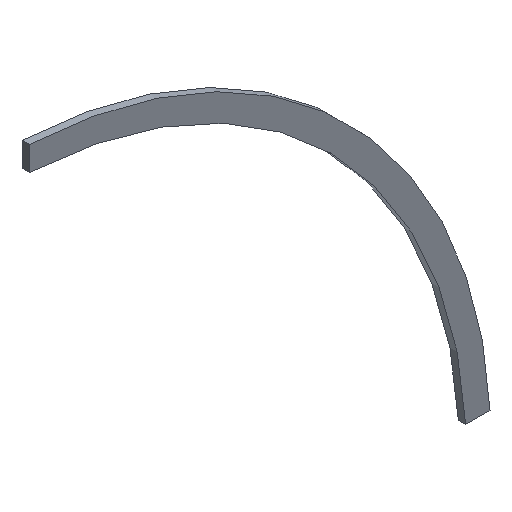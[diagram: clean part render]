
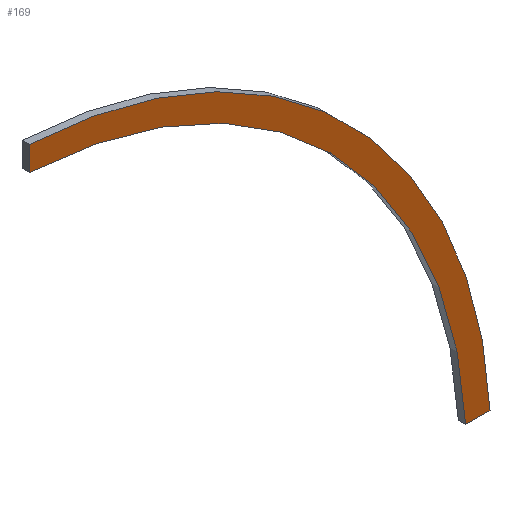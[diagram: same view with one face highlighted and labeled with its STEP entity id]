
A CAD part, isometric view. The second image highlights one B-rep face of the part: STEP entity #169.
In plain terms, the highlighted planar face has unit normal (0, -1, 0).
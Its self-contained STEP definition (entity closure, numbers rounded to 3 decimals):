
#21 = DIRECTION ( 'NONE',  ( 0., 1., 0. ) ) ;
#29 = CARTESIAN_POINT ( 'NONE',  ( 0., -1.5, 0. ) ) ;
#36 = EDGE_CURVE ( 'NONE', #99, #69, #45, .T. ) ;
#41 = EDGE_LOOP ( 'NONE', ( #153, #77, #168, #106 ) ) ;
#45 = CIRCLE ( 'NONE', #89, 190. ) ;
#50 = EDGE_CURVE ( 'NONE', #124, #142, #56, .T. ) ;
#56 = CIRCLE ( 'NONE', #172, 200. ) ;
#57 = CARTESIAN_POINT ( 'NONE',  ( 10., -1.5, -200. ) ) ;
#59 = LINE ( 'NONE', #91, #195 ) ;
#64 = AXIS2_PLACEMENT_3D ( 'NONE', #29, #96, #155 ) ;
#67 = FACE_OUTER_BOUND ( 'NONE', #41, .T. ) ;
#69 = VERTEX_POINT ( 'NONE', #126 ) ;
#75 = CARTESIAN_POINT ( 'NONE',  ( 0., -1.5, 0. ) ) ;
#77 = ORIENTED_EDGE ( 'NONE', *, *, #50, .F. ) ;
#87 = CARTESIAN_POINT ( 'NONE',  ( 10., -1.5, 199.75 ) ) ;
#89 = AXIS2_PLACEMENT_3D ( 'NONE', #165, #181, #151 ) ;
#90 = DIRECTION ( 'NONE',  ( 0., 0., 1. ) ) ;
#91 = CARTESIAN_POINT ( 'NONE',  ( 200., -1.5, 10. ) ) ;
#96 = DIRECTION ( 'NONE',  ( 0., 1., 0. ) ) ;
#99 = VERTEX_POINT ( 'NONE', #197 ) ;
#103 = EDGE_CURVE ( 'NONE', #142, #69, #59, .T. ) ;
#106 = ORIENTED_EDGE ( 'NONE', *, *, #36, .T. ) ;
#108 = LINE ( 'NONE', #57, #157 ) ;
#123 = EDGE_CURVE ( 'NONE', #99, #124, #108, .T. ) ;
#124 = VERTEX_POINT ( 'NONE', #87 ) ;
#126 = CARTESIAN_POINT ( 'NONE',  ( 189.737, -1.5, 10. ) ) ;
#142 = VERTEX_POINT ( 'NONE', #175 ) ;
#151 = DIRECTION ( 'NONE',  ( 0., 0., 1. ) ) ;
#152 = DIRECTION ( 'NONE',  ( -1., 0., 0. ) ) ;
#153 = ORIENTED_EDGE ( 'NONE', *, *, #103, .F. ) ;
#155 = DIRECTION ( 'NONE',  ( 0., 0., 1. ) ) ;
#157 = VECTOR ( 'NONE', #170, 1000. ) ;
#165 = CARTESIAN_POINT ( 'NONE',  ( 0., -1.5, 0. ) ) ;
#168 = ORIENTED_EDGE ( 'NONE', *, *, #123, .F. ) ;
#169 = ADVANCED_FACE ( 'NONE', ( #67 ), #173, .F. ) ;
#170 = DIRECTION ( 'NONE',  ( 0., 0., 1. ) ) ;
#172 = AXIS2_PLACEMENT_3D ( 'NONE', #75, #21, #90 ) ;
#173 = PLANE ( 'NONE',  #64 ) ;
#175 = CARTESIAN_POINT ( 'NONE',  ( 199.75, -1.5, 10. ) ) ;
#181 = DIRECTION ( 'NONE',  ( 0., 1., 0. ) ) ;
#195 = VECTOR ( 'NONE', #152, 1000. ) ;
#197 = CARTESIAN_POINT ( 'NONE',  ( 10., -1.5, 189.737 ) ) ;
